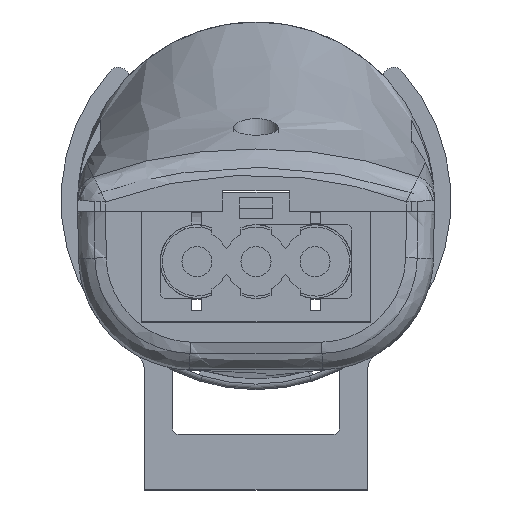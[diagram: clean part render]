
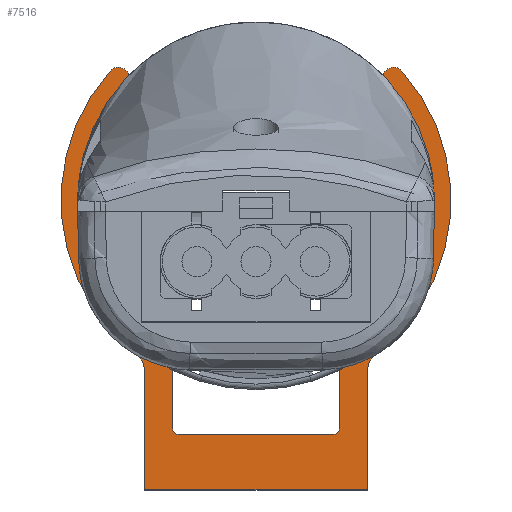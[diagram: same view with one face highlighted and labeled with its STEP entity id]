
A CAD part, front view. The second image highlights one B-rep face of the part: STEP entity #7516.
In plain terms, the highlighted planar face has unit normal (0, -1, 0).
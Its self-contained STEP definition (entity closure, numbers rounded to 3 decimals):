
#695=CIRCLE('',#7998,2.);
#696=CIRCLE('',#8001,2.);
#708=CIRCLE('',#8019,17.5);
#709=CIRCLE('',#8021,17.5);
#710=CIRCLE('',#8023,1.);
#711=CIRCLE('',#8025,1.);
#712=CIRCLE('',#8027,0.5);
#713=CIRCLE('',#8028,0.5);
#714=CIRCLE('',#8029,0.5);
#715=CIRCLE('',#8030,0.5);
#716=CIRCLE('',#8031,15.5);
#717=CIRCLE('',#8032,15.5);
#1032=FACE_OUTER_BOUND('',#1311,.T.);
#1311=EDGE_LOOP('',(#6981,#6982,#6983,#6984,#6985,#6986,#6987,#6988,#6989,
#6990,#6991,#6992,#6993,#6994,#6995,#6996,#6997,#6998));
#2026=LINE('',#15984,#2780);
#2029=LINE('',#15996,#2783);
#2037=LINE('',#16010,#2791);
#2042=LINE('',#16020,#2796);
#2044=LINE('',#16025,#2798);
#2053=LINE('',#16073,#2807);
#2780=VECTOR('',#9622,10.63);
#2783=VECTOR('',#9633,10.63);
#2791=VECTOR('',#9643,14.);
#2796=VECTOR('',#9650,6.644);
#2798=VECTOR('',#9654,6.644);
#2807=VECTOR('',#9713,20.);
#3867=VERTEX_POINT('',#15974);
#3868=VERTEX_POINT('',#15976);
#3870=VERTEX_POINT('',#15982);
#3871=VERTEX_POINT('',#15986);
#3872=VERTEX_POINT('',#15987);
#3875=VERTEX_POINT('',#15995);
#3879=VERTEX_POINT('',#16007);
#3880=VERTEX_POINT('',#16009);
#3882=VERTEX_POINT('',#16014);
#3884=VERTEX_POINT('',#16018);
#3885=VERTEX_POINT('',#16022);
#3886=VERTEX_POINT('',#16024);
#3895=VERTEX_POINT('',#16050);
#3896=VERTEX_POINT('',#16054);
#3897=VERTEX_POINT('',#16058);
#3898=VERTEX_POINT('',#16062);
#3899=VERTEX_POINT('',#16066);
#3900=VERTEX_POINT('',#16070);
#5201=EDGE_CURVE('',#3867,#3868,#695,.T.);
#5205=EDGE_CURVE('',#3870,#3867,#2026,.T.);
#5206=EDGE_CURVE('',#3871,#3872,#696,.T.);
#5210=EDGE_CURVE('',#3875,#3872,#2029,.T.);
#5218=EDGE_CURVE('',#3880,#3879,#2037,.T.);
#5223=EDGE_CURVE('',#3882,#3884,#2042,.T.);
#5225=EDGE_CURVE('',#3886,#3885,#2044,.T.);
#5241=EDGE_CURVE('',#3871,#3895,#708,.T.);
#5242=EDGE_CURVE('',#3896,#3868,#709,.T.);
#5244=EDGE_CURVE('',#3896,#3897,#710,.T.);
#5246=EDGE_CURVE('',#3898,#3895,#711,.T.);
#5248=EDGE_CURVE('',#3886,#3899,#712,.T.);
#5249=EDGE_CURVE('',#3880,#3885,#713,.T.);
#5250=EDGE_CURVE('',#3882,#3879,#714,.T.);
#5251=EDGE_CURVE('',#3900,#3884,#715,.T.);
#5252=EDGE_CURVE('',#3900,#3897,#716,.T.);
#5253=EDGE_CURVE('',#3875,#3870,#2053,.T.);
#5254=EDGE_CURVE('',#3898,#3899,#717,.T.);
#6981=ORIENTED_EDGE('',*,*,#5248,.F.);
#6982=ORIENTED_EDGE('',*,*,#5225,.T.);
#6983=ORIENTED_EDGE('',*,*,#5249,.F.);
#6984=ORIENTED_EDGE('',*,*,#5218,.T.);
#6985=ORIENTED_EDGE('',*,*,#5250,.F.);
#6986=ORIENTED_EDGE('',*,*,#5223,.T.);
#6987=ORIENTED_EDGE('',*,*,#5251,.F.);
#6988=ORIENTED_EDGE('',*,*,#5252,.T.);
#6989=ORIENTED_EDGE('',*,*,#5244,.F.);
#6990=ORIENTED_EDGE('',*,*,#5242,.T.);
#6991=ORIENTED_EDGE('',*,*,#5201,.F.);
#6992=ORIENTED_EDGE('',*,*,#5205,.F.);
#6993=ORIENTED_EDGE('',*,*,#5253,.F.);
#6994=ORIENTED_EDGE('',*,*,#5210,.T.);
#6995=ORIENTED_EDGE('',*,*,#5206,.F.);
#6996=ORIENTED_EDGE('',*,*,#5241,.T.);
#6997=ORIENTED_EDGE('',*,*,#5246,.F.);
#6998=ORIENTED_EDGE('',*,*,#5254,.T.);
#7221=PLANE('',#8026);
#7516=ADVANCED_FACE('',(#1032),#7221,.T.);
#7998=AXIS2_PLACEMENT_3D('',#15977,#9615,#9616);
#8001=AXIS2_PLACEMENT_3D('',#15988,#9625,#9626);
#8019=AXIS2_PLACEMENT_3D('',#16052,#9684,#9685);
#8021=AXIS2_PLACEMENT_3D('',#16055,#9688,#9689);
#8023=AXIS2_PLACEMENT_3D('',#16059,#9693,#9694);
#8025=AXIS2_PLACEMENT_3D('',#16063,#9698,#9699);
#8026=AXIS2_PLACEMENT_3D('',#16065,#9701,#9702);
#8027=AXIS2_PLACEMENT_3D('',#16067,#9703,#9704);
#8028=AXIS2_PLACEMENT_3D('',#16068,#9705,#9706);
#8029=AXIS2_PLACEMENT_3D('',#16069,#9707,#9708);
#8030=AXIS2_PLACEMENT_3D('',#16071,#9709,#9710);
#8031=AXIS2_PLACEMENT_3D('',#16072,#9711,#9712);
#8032=AXIS2_PLACEMENT_3D('',#16074,#9714,#9715);
#9615=DIRECTION('center_axis',(0.,-1.,
0.));
#9616=DIRECTION('ref_axis',(0.899,0.,0.439));
#9622=DIRECTION('',(0.,0.,1.));
#9625=DIRECTION('center_axis',(0.,-1.,
0.));
#9626=DIRECTION('ref_axis',(-0.899,0.,0.439));
#9633=DIRECTION('',(0.,0.,1.));
#9643=DIRECTION('',(-1.,0.,0.));
#9650=DIRECTION('',(0.,0.,1.));
#9654=DIRECTION('',(0.,0.,-1.));
#9684=DIRECTION('center_axis',(0.,-1.,
0.));
#9685=DIRECTION('ref_axis',(1.,0.,0.));
#9688=DIRECTION('center_axis',(0.,-1.,
0.));
#9689=DIRECTION('ref_axis',(1.,0.,0.));
#9693=DIRECTION('center_axis',(0.,1.,
0.));
#9694=DIRECTION('ref_axis',(-0.03,0.,1.));
#9698=DIRECTION('center_axis',(0.,1.,
0.));
#9699=DIRECTION('ref_axis',(-1.,0.,0.03));
#9701=DIRECTION('center_axis',(0.,-1.,
0.));
#9702=DIRECTION('ref_axis',(1.,0.,0.));
#9703=DIRECTION('center_axis',(0.,1.,
0.));
#9704=DIRECTION('ref_axis',(-0.866,0.,0.5));
#9705=DIRECTION('center_axis',(0.,-1.,
0.));
#9706=DIRECTION('ref_axis',(0.707,0.,-0.707));
#9707=DIRECTION('center_axis',(0.,-1.,
0.));
#9708=DIRECTION('ref_axis',(-0.707,0.,-0.707));
#9709=DIRECTION('center_axis',(0.,1.,
0.));
#9710=DIRECTION('ref_axis',(0.866,0.,0.5));
#9711=DIRECTION('center_axis',(0.,1.,
0.));
#9712=DIRECTION('ref_axis',(0.707,0.,0.707));
#9713=DIRECTION('',(-1.,0.,0.));
#9714=DIRECTION('center_axis',(0.,1.,
0.));
#9715=DIRECTION('ref_axis',(0.707,0.,0.707));
#15974=CARTESIAN_POINT('',(-10.,26.041,-1.072));
#15976=CARTESIAN_POINT('',(-10.769,26.041,0.504));
#15977=CARTESIAN_POINT('Origin',(-12.,26.041,-1.072));
#15982=CARTESIAN_POINT('',(-10.,26.04,-11.702));
#15984=CARTESIAN_POINT('',(-10.,26.04,-11.702));
#15986=CARTESIAN_POINT('',(10.769,26.041,0.504));
#15987=CARTESIAN_POINT('',(10.,26.041,-1.072));
#15988=CARTESIAN_POINT('Origin',(12.,26.041,-1.072));
#15995=CARTESIAN_POINT('',(10.,26.04,-11.702));
#15996=CARTESIAN_POINT('',(10.,26.041,-0.063));
#16007=CARTESIAN_POINT('',(-7.,26.04,-6.702));
#16009=CARTESIAN_POINT('',(7.,26.04,-6.702));
#16010=CARTESIAN_POINT('',(-1.25,26.04,-6.702));
#16014=CARTESIAN_POINT('',(-7.5,26.04,-6.202));
#16018=CARTESIAN_POINT('',(-7.5,26.041,0.442));
#16020=CARTESIAN_POINT('',(-7.5,26.04,-9.202));
#16022=CARTESIAN_POINT('',(7.5,26.04,-6.202));
#16024=CARTESIAN_POINT('',(7.5,26.041,0.442));
#16025=CARTESIAN_POINT('',(7.5,26.041,-5.484));
#16050=CARTESIAN_POINT('',(13.102,26.041,25.9));
#16052=CARTESIAN_POINT('Origin',(0.,26.041,
14.298));
#16054=CARTESIAN_POINT('',(-13.102,26.041,25.9));
#16055=CARTESIAN_POINT('Origin',(0.,26.041,
14.298));
#16058=CARTESIAN_POINT('',(-11.604,26.041,24.574));
#16059=CARTESIAN_POINT('Origin',(-12.353,26.041,25.237));
#16062=CARTESIAN_POINT('',(11.604,26.041,24.574));
#16063=CARTESIAN_POINT('Origin',(12.353,26.041,25.237));
#16065=CARTESIAN_POINT('Origin',(-10.,26.04,-11.702));
#16066=CARTESIAN_POINT('',(7.75,26.041,0.875));
#16067=CARTESIAN_POINT('Origin',(8.,26.041,0.442));
#16068=CARTESIAN_POINT('Origin',(7.,26.04,-6.202));
#16069=CARTESIAN_POINT('Origin',(-7.,26.04,-6.202));
#16070=CARTESIAN_POINT('',(-7.75,26.041,0.875));
#16071=CARTESIAN_POINT('Origin',(-8.,26.041,0.442));
#16072=CARTESIAN_POINT('Origin',(0.,26.041,
14.298));
#16073=CARTESIAN_POINT('',(2.5,26.04,-11.702));
#16074=CARTESIAN_POINT('Origin',(0.,26.041,
14.298));
